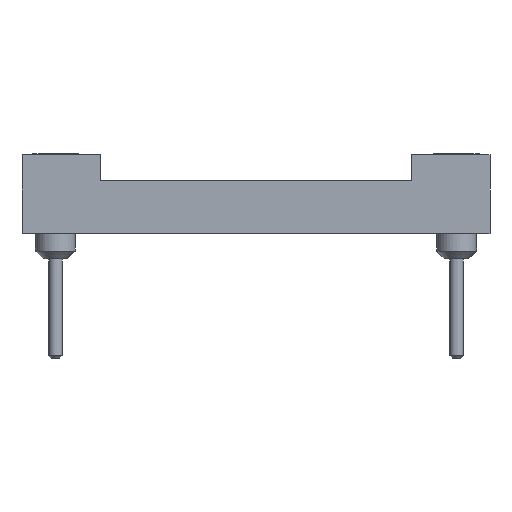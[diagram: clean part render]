
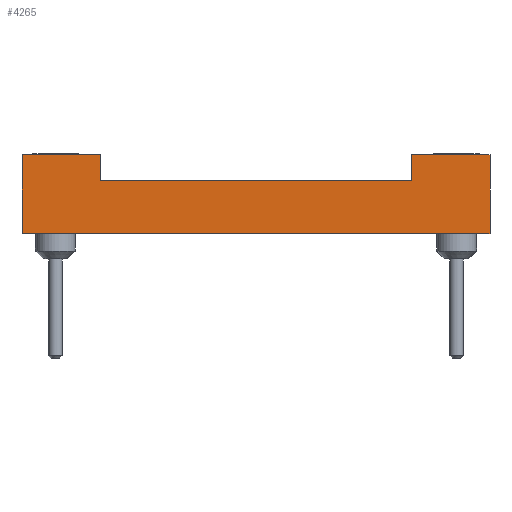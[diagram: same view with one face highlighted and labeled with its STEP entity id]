
A CAD part, front view. The second image highlights one B-rep face of the part: STEP entity #4265.
In plain terms, the highlighted planar face has unit normal (0, -1, 0).
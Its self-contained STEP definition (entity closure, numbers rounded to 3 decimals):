
#290=PLANE('',#4852);
#581=FACE_OUTER_BOUND('',#920,.T.);
#920=EDGE_LOOP('',(#3470,#3471,#3472,#3473,#3474,#3475,#3476,#3477,#3478));
#1184=LINE('',#7317,#1416);
#1192=LINE('',#7331,#1424);
#1193=LINE('',#7334,#1425);
#1194=LINE('',#7336,#1426);
#1195=LINE('',#7338,#1427);
#1196=LINE('',#7340,#1428);
#1197=LINE('',#7342,#1429);
#1198=LINE('',#7343,#1430);
#1199=LINE('',#7344,#1431);
#1416=VECTOR('',#6194,10.);
#1424=VECTOR('',#6206,10.);
#1425=VECTOR('',#6209,10.);
#1426=VECTOR('',#6210,10.);
#1427=VECTOR('',#6211,10.);
#1428=VECTOR('',#6212,10.);
#1429=VECTOR('',#6213,10.);
#1430=VECTOR('',#6214,10.);
#1431=VECTOR('',#6215,10.);
#2029=VERTEX_POINT('',#7315);
#2030=VERTEX_POINT('',#7316);
#2033=VERTEX_POINT('',#7327);
#2034=VERTEX_POINT('',#7329);
#2035=VERTEX_POINT('',#7333);
#2036=VERTEX_POINT('',#7335);
#2037=VERTEX_POINT('',#7337);
#2038=VERTEX_POINT('',#7339);
#2039=VERTEX_POINT('',#7341);
#2531=EDGE_CURVE('',#2029,#2030,#1184,.T.);
#2539=EDGE_CURVE('',#2033,#2034,#1192,.T.);
#2540=EDGE_CURVE('',#2035,#2033,#1193,.T.);
#2541=EDGE_CURVE('',#2036,#2034,#1194,.T.);
#2542=EDGE_CURVE('',#2037,#2036,#1195,.T.);
#2543=EDGE_CURVE('',#2038,#2037,#1196,.T.);
#2544=EDGE_CURVE('',#2038,#2039,#1197,.T.);
#2545=EDGE_CURVE('',#2039,#2030,#1198,.T.);
#2546=EDGE_CURVE('',#2035,#2029,#1199,.T.);
#3470=ORIENTED_EDGE('',*,*,#2540,.T.);
#3471=ORIENTED_EDGE('',*,*,#2539,.T.);
#3472=ORIENTED_EDGE('',*,*,#2541,.F.);
#3473=ORIENTED_EDGE('',*,*,#2542,.F.);
#3474=ORIENTED_EDGE('',*,*,#2543,.F.);
#3475=ORIENTED_EDGE('',*,*,#2544,.T.);
#3476=ORIENTED_EDGE('',*,*,#2545,.T.);
#3477=ORIENTED_EDGE('',*,*,#2531,.F.);
#3478=ORIENTED_EDGE('',*,*,#2546,.F.);
#4265=ADVANCED_FACE('',(#581),#290,.T.);
#4852=AXIS2_PLACEMENT_3D('',#7332,#6207,#6208);
#6194=DIRECTION('',(1.,0.,0.));
#6206=DIRECTION('',(0.,0.,-1.));
#6207=DIRECTION('center_axis',(0.,-1.,0.));
#6208=DIRECTION('ref_axis',(-1.,0.,0.));
#6209=DIRECTION('',(-1.,0.,0.));
#6210=DIRECTION('',(-1.,0.,0.));
#6211=DIRECTION('',(-1.,0.,0.));
#6212=DIRECTION('',(0.,0.,-1.));
#6213=DIRECTION('',(-1.,0.,0.));
#6214=DIRECTION('',(0.,0.,-1.));
#6215=DIRECTION('',(0.,0.,-1.));
#7315=CARTESIAN_POINT('',(1.73,-29.21,2.967));
#7316=CARTESIAN_POINT('',(13.51,-29.21,2.967));
#7317=CARTESIAN_POINT('',(10.565,-29.21,2.967));
#7327=CARTESIAN_POINT('',(-1.27,-29.21,3.967));
#7329=CARTESIAN_POINT('',(-1.27,-29.21,0.967));
#7331=CARTESIAN_POINT('',(-1.27,-29.21,3.967));
#7332=CARTESIAN_POINT('Origin',(1.73,-29.21,3.967));
#7333=CARTESIAN_POINT('',(1.73,-29.21,3.967));
#7334=CARTESIAN_POINT('',(16.51,-29.21,3.967));
#7335=CARTESIAN_POINT('',(1.73,-29.21,0.967));
#7336=CARTESIAN_POINT('',(16.51,-29.21,0.967));
#7337=CARTESIAN_POINT('',(16.51,-29.21,0.967));
#7338=CARTESIAN_POINT('',(16.51,-29.21,0.967));
#7339=CARTESIAN_POINT('',(16.51,-29.21,3.967));
#7340=CARTESIAN_POINT('',(16.51,-29.21,3.967));
#7341=CARTESIAN_POINT('',(13.51,-29.21,3.967));
#7342=CARTESIAN_POINT('',(16.51,-29.21,3.967));
#7343=CARTESIAN_POINT('',(13.51,-29.21,3.967));
#7344=CARTESIAN_POINT('',(1.73,-29.21,3.967));
